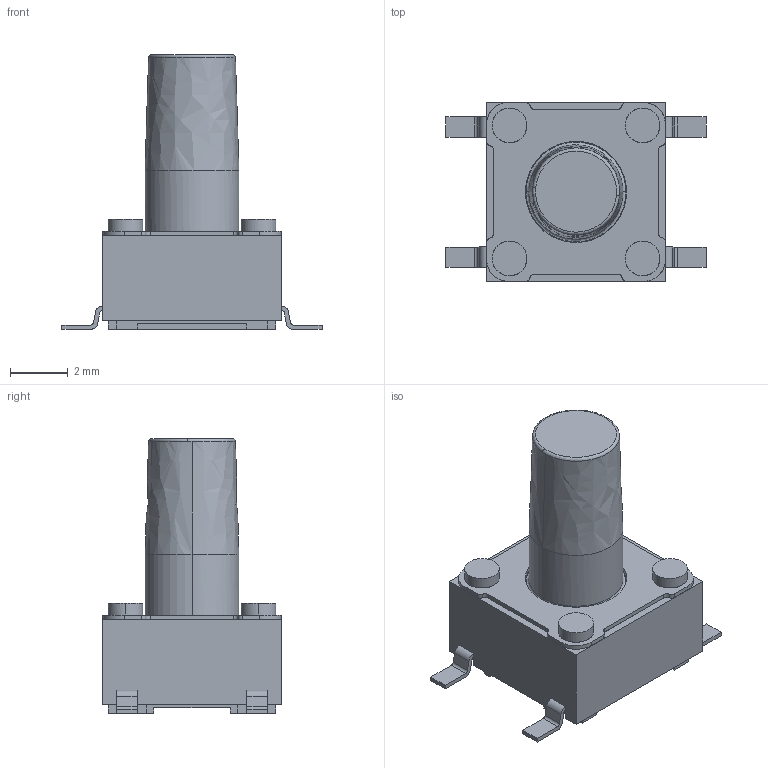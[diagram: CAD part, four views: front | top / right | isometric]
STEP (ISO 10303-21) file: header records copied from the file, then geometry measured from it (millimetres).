
FILE_DESCRIPTION(/* description */ (''),/* implementation_level */ '2;1');
FILE_NAME(/* name */ '430152~1',/* time_stamp */ '2014-10-28T20:39:37+01:00',/* author */ (''),/* organization */ (''),/* preprocessor_version */ 'ST-DEVELOPER v14',/* originating_system */ '',/* authorisation */ '');
FILE_SCHEMA (('AUTOMOTIVE_DESIGN'));
Length unit declared in the file: millimetre
Products named in the file (1): Document
Bounding box: 9 x 6.2 x 9.5 mm (x, y, z)
Surface area: 245.4 mm2 (no closed solid volume)
Topology: 0 solids, 11 shells, 156 faces, 464 edges, 318 vertices
Faces by surface type: plane 102, bspline 54
Entity records: 12202 total; most frequent: CARTESIAN_POINT 6507, B_SPLINE_CURVE_WITH_KNOTS 1089, ORIENTED_EDGE 808, PCURVE 808, DEFINITIONAL_REPRESENTATION 808, SURFACE_CURVE 464, EDGE_CURVE 464, VERTEX_POINT 318
